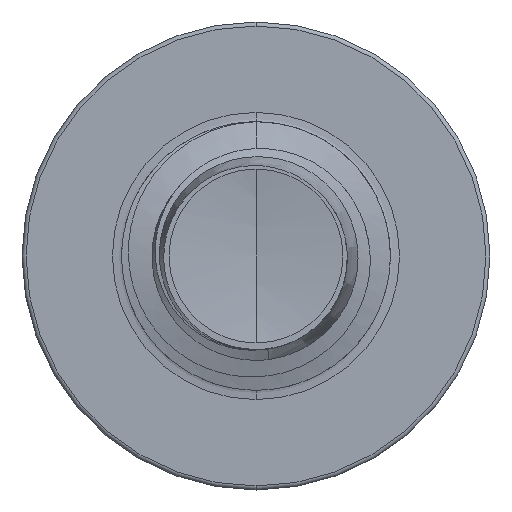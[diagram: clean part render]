
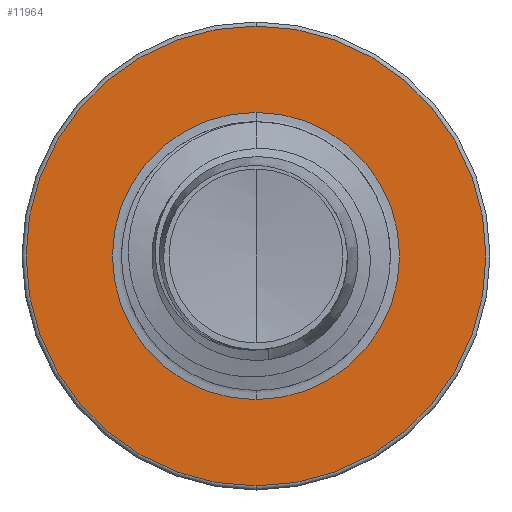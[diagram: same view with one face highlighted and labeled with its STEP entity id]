
A CAD part, front view. The second image highlights one B-rep face of the part: STEP entity #11964.
In plain terms, the highlighted planar face has unit normal (0, -1, 0).
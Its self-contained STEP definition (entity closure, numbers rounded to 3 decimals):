
#20 = CIRCLE ( 'NONE', #1953, 1.872 ) ;
#313 = ORIENTED_EDGE ( 'NONE', *, *, #7748, .T. ) ;
#614 = EDGE_LOOP ( 'NONE', ( #1070, #6424 ) ) ;
#812 = DIRECTION ( 'NONE',  ( 0., 0., 1. ) ) ;
#932 = DIRECTION ( 'NONE',  ( 0., 0., 1. ) ) ;
#1053 = VERTEX_POINT ( 'NONE', #11608 ) ;
#1070 = ORIENTED_EDGE ( 'NONE', *, *, #9092, .F. ) ;
#1817 = AXIS2_PLACEMENT_3D ( 'NONE', #5849, #12074, #6826 ) ;
#1820 = DIRECTION ( 'NONE',  ( 0., 1., 0. ) ) ;
#1953 = AXIS2_PLACEMENT_3D ( 'NONE', #7764, #1820, #8652 ) ;
#1976 = CIRCLE ( 'NONE', #2046, 2.998 ) ;
#2018 = ORIENTED_EDGE ( 'NONE', *, *, #9372, .T. ) ;
#2046 = AXIS2_PLACEMENT_3D ( 'NONE', #9914, #4367, #10764 ) ;
#2145 = PLANE ( 'NONE',  #7413 ) ;
#3052 = VERTEX_POINT ( 'NONE', #8919 ) ;
#3519 = AXIS2_PLACEMENT_3D ( 'NONE', #12229, #6994, #812 ) ;
#4034 = FACE_OUTER_BOUND ( 'NONE', #614, .T. ) ;
#4367 = DIRECTION ( 'NONE',  ( 0., 1., 0. ) ) ;
#5127 = CARTESIAN_POINT ( 'NONE',  ( 0., 3.5, -1.872 ) ) ;
#5387 = CIRCLE ( 'NONE', #1817, 2.998 ) ;
#5849 = CARTESIAN_POINT ( 'NONE',  ( 0., 3.5, 0. ) ) ;
#6096 = VERTEX_POINT ( 'NONE', #10026 ) ;
#6424 = ORIENTED_EDGE ( 'NONE', *, *, #9401, .F. ) ;
#6826 = DIRECTION ( 'NONE',  ( 0., 0., 1. ) ) ;
#6994 = DIRECTION ( 'NONE',  ( 0., 1., 0. ) ) ;
#7086 = DIRECTION ( 'NONE',  ( 0., 1., 0. ) ) ;
#7413 = AXIS2_PLACEMENT_3D ( 'NONE', #5127, #7086, #932 ) ;
#7748 = EDGE_CURVE ( 'NONE', #3052, #6096, #11257, .T. ) ;
#7764 = CARTESIAN_POINT ( 'NONE',  ( 0., 3.5, 0. ) ) ;
#7843 = EDGE_LOOP ( 'NONE', ( #2018, #313 ) ) ;
#8489 = VERTEX_POINT ( 'NONE', #8995 ) ;
#8652 = DIRECTION ( 'NONE',  ( 0., 0., 1. ) ) ;
#8756 = FACE_BOUND ( 'NONE', #7843, .T. ) ;
#8919 = CARTESIAN_POINT ( 'NONE',  ( 0., 3.5, -1.872 ) ) ;
#8995 = CARTESIAN_POINT ( 'NONE',  ( 0., 3.5, 2.998 ) ) ;
#9092 = EDGE_CURVE ( 'NONE', #8489, #1053, #1976, .T. ) ;
#9372 = EDGE_CURVE ( 'NONE', #6096, #3052, #20, .T. ) ;
#9401 = EDGE_CURVE ( 'NONE', #1053, #8489, #5387, .T. ) ;
#9914 = CARTESIAN_POINT ( 'NONE',  ( 0., 3.5, 0. ) ) ;
#10026 = CARTESIAN_POINT ( 'NONE',  ( 0., 3.5, 1.872 ) ) ;
#10764 = DIRECTION ( 'NONE',  ( 0., 0., 1. ) ) ;
#11257 = CIRCLE ( 'NONE', #3519, 1.872 ) ;
#11608 = CARTESIAN_POINT ( 'NONE',  ( 0., 3.5, -2.997 ) ) ;
#11964 = ADVANCED_FACE ( 'NONE', ( #4034, #8756 ), #2145, .F. ) ;
#12074 = DIRECTION ( 'NONE',  ( 0., 1., 0. ) ) ;
#12229 = CARTESIAN_POINT ( 'NONE',  ( 0., 3.5, 0. ) ) ;
